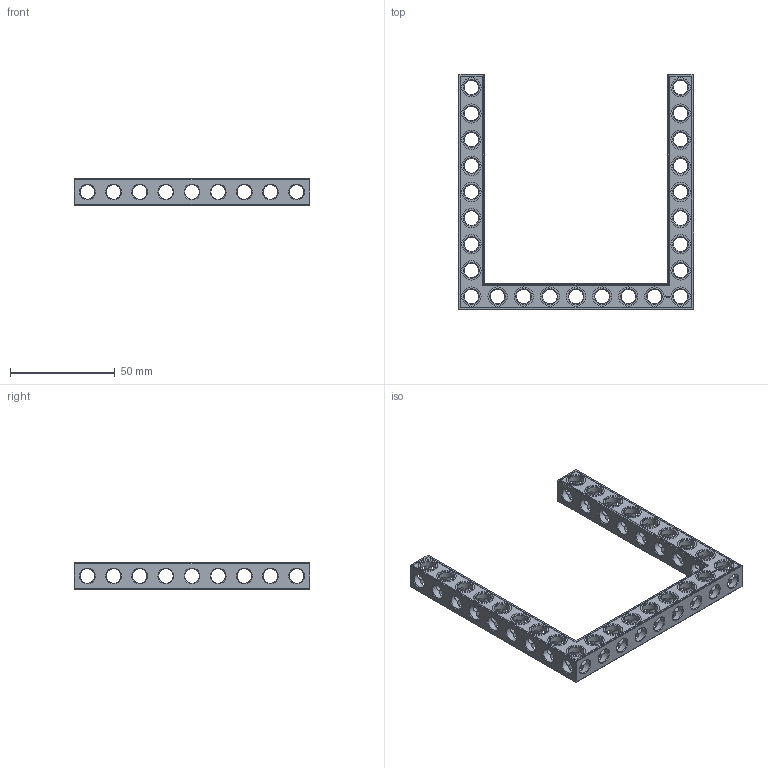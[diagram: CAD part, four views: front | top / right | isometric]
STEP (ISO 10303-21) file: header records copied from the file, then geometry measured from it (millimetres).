
FILE_DESCRIPTION(('FreeCAD Model'),'2;1');
FILE_NAME('Open CASCADE Shape Model','2022-02-23T22:19:53',( 'Paulo Kiefe'),('STEMFIE.org'),'Open CASCADE STEP processor 7.5', 'FreeCAD','Unknown');
FILE_SCHEMA(('AUTOMOTIVE_DESIGN { 1 0 10303 214 1 1 1 1 }'));
Products named in the file (1): Beam AGD ESS USH SYM BU09x09x01 - SPN-BEM-0430 (stemfie.org)
Bounding box: 112.5 x 112.5 x 12.5 mm (x, y, z)
Volume: 24427.8 mm3; surface area: 21885 mm2
Topology: 1 solids, 1 shells, 815 faces, 2425 edges, 1571 vertices
Faces by surface type: plane 404, extrusion 158, cylinder 151, cone 102
Full cylindrical faces by diameter (mm): 6.98 x20, 7 x106, 9.2 x25
Entity records: 144248 total; most frequent: CARTESIAN_POINT 98767, DIRECTION 7353, VECTOR 4888, ORIENTED_EDGE 4850, PCURVE 4850, DEFINITIONAL_REPRESENTATION 4850, LINE 4730, EDGE_CURVE 2425
